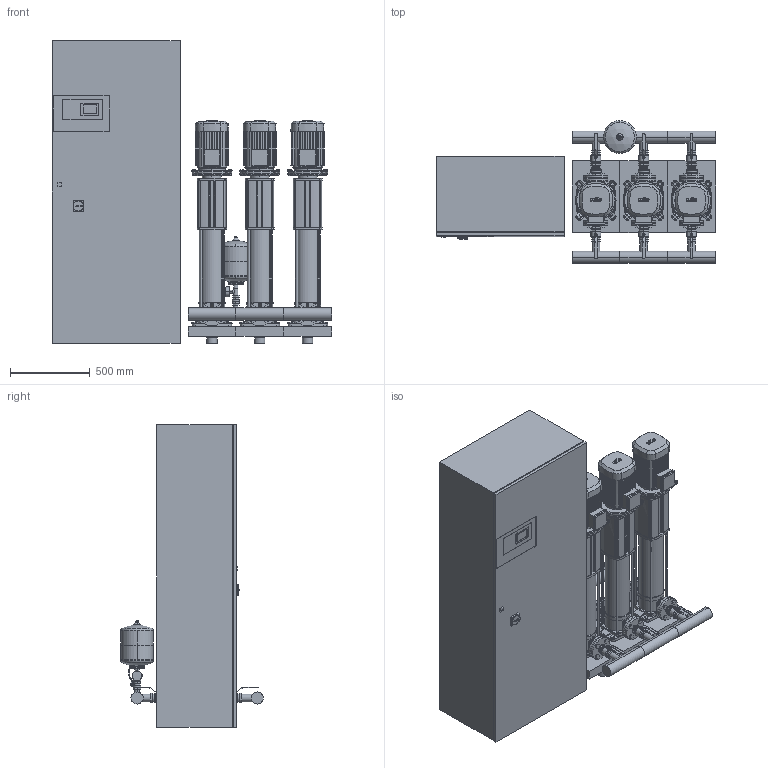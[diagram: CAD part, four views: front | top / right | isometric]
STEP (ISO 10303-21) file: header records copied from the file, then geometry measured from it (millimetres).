
FILE_DESCRIPTION((''),'2;1');
FILE_NAME('3d_COR-3HELIXV1015_K_CC-2534187.stp','2016-01-22T13:57:01',(''),(''),'Mechanical Desktop 2009','Mechanical Desktop 2009',', , ');
FILE_SCHEMA(('CONFIG_CONTROL_DESIGN'));
Length unit declared in the file: millimetre
Products named in the file (1): Product
Bounding box: 1750 x 895.05 x 1900 mm (x, y, z)
Volume: 876830747.4 mm3; surface area: 14796476.6 mm2
Topology: 153 solids, 153 shells, 5754 faces, 15092 edges, 9860 vertices
Faces by surface type: plane 2711, bspline 1717, cylinder 966, cone 228, torus 118, sphere 14
Entity records: 186032 total; most frequent: CARTESIAN_POINT 44003, ORIENTED_EDGE 30156, DIRECTION 27391, EDGE_CURVE 15078, VECTOR 10357, LINE 10357, VERTEX_POINT 9847, AXIS2_PLACEMENT_3D 8517
